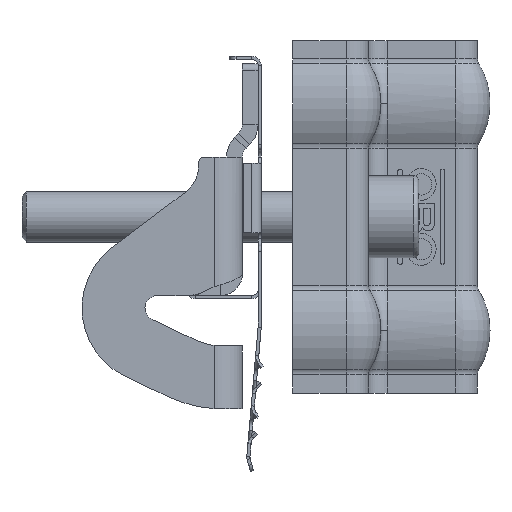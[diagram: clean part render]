
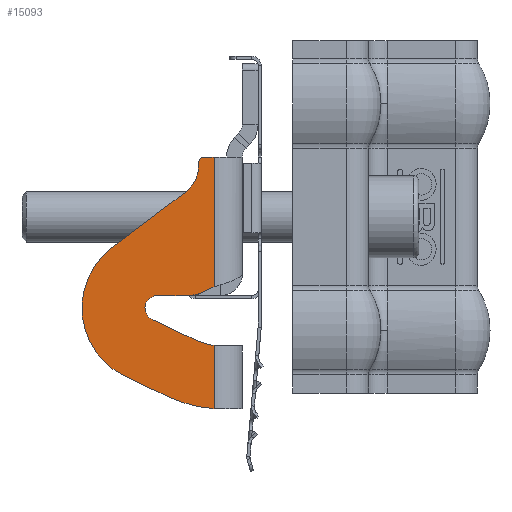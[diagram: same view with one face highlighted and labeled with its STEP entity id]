
A CAD part, left-side view. The second image highlights one B-rep face of the part: STEP entity #15093.
In plain terms, the highlighted planar face has unit normal (-1, 0, 0).
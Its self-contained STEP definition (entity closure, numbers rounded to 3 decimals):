
#149 = CARTESIAN_POINT ( 'NONE',  ( -27., 18.228, 5.558 ) ) ;
#150 = VECTOR ( 'NONE', #3361, 1000. ) ;
#512 = CARTESIAN_POINT ( 'NONE',  ( -27., 4.472, 19. ) ) ;
#641 = CARTESIAN_POINT ( 'NONE',  ( -27., 0.725, 0. ) ) ;
#726 = DIRECTION ( 'NONE',  ( 1., 0., 0. ) ) ;
#749 = LINE ( 'NONE', #5504, #11452 ) ;
#852 = EDGE_CURVE ( 'NONE', #14217, #1125, #1707, .T. ) ;
#874 = FACE_OUTER_BOUND ( 'NONE', #15297, .T. ) ;
#901 = AXIS2_PLACEMENT_3D ( 'NONE', #12918, #1191, #14323 ) ;
#957 = DIRECTION ( 'NONE',  ( 0., -1., 0. ) ) ;
#1065 = CIRCLE ( 'NONE', #11545, 5. ) ;
#1102 = CARTESIAN_POINT ( 'NONE',  ( -27., 11.828, -5.808 ) ) ;
#1125 = VERTEX_POINT ( 'NONE', #11850 ) ;
#1191 = DIRECTION ( 'NONE',  ( 1., 0., 0. ) ) ;
#1443 = CARTESIAN_POINT ( 'NONE',  ( -27., 4.472, 20. ) ) ;
#1482 = VECTOR ( 'NONE', #13045, 1000. ) ;
#1644 = CARTESIAN_POINT ( 'NONE',  ( -27., 9.472, 18.482 ) ) ;
#1707 = LINE ( 'NONE', #13419, #1927 ) ;
#1729 = DIRECTION ( 'NONE',  ( 0., 0., 1. ) ) ;
#1855 = DIRECTION ( 'NONE',  ( 0., 0., -1. ) ) ;
#1919 = AXIS2_PLACEMENT_3D ( 'NONE', #6446, #15050, #1855 ) ;
#1927 = VECTOR ( 'NONE', #8648, 1000. ) ;
#1959 = EDGE_CURVE ( 'NONE', #7852, #9980, #4537, .T. ) ;
#1987 = PLANE ( 'NONE',  #5285 ) ;
#2008 = EDGE_CURVE ( 'NONE', #8089, #9311, #2426, .T. ) ;
#2159 = ORIENTED_EDGE ( 'NONE', *, *, #14111, .T. ) ;
#2248 = ORIENTED_EDGE ( 'NONE', *, *, #14114, .T. ) ;
#2426 = LINE ( 'NONE', #2657, #10141 ) ;
#2610 = VERTEX_POINT ( 'NONE', #3155 ) ;
#2657 = CARTESIAN_POINT ( 'NONE',  ( -27., -2.528, 1.5 ) ) ;
#2746 = EDGE_CURVE ( 'NONE', #9980, #8119, #10397, .T. ) ;
#3043 = EDGE_CURVE ( 'NONE', #11206, #6833, #13935, .T. ) ;
#3155 = CARTESIAN_POINT ( 'NONE',  ( -27., 4.472, 18.482 ) ) ;
#3173 = VECTOR ( 'NONE', #6189, 1000. ) ;
#3339 = VERTEX_POINT ( 'NONE', #149 ) ;
#3361 = DIRECTION ( 'NONE',  ( 0., 0.904, 0.428 ) ) ;
#3461 = AXIS2_PLACEMENT_3D ( 'NONE', #13842, #11500, #13768 ) ;
#3508 = CARTESIAN_POINT ( 'NONE',  ( -27., 16.107, -14.846 ) ) ;
#3530 = EDGE_CURVE ( 'NONE', #13428, #13526, #10613, .T. ) ;
#3535 = ORIENTED_EDGE ( 'NONE', *, *, #852, .F. ) ;
#3609 = DIRECTION ( 'NONE',  ( -1., 0., 0. ) ) ;
#3618 = CARTESIAN_POINT ( 'NONE',  ( -27., 3.472, 20. ) ) ;
#3752 = DIRECTION ( 'NONE',  ( 0., 0.906, -0.423 ) ) ;
#4279 = CARTESIAN_POINT ( 'NONE',  ( -27., 2., 20. ) ) ;
#4530 = VECTOR ( 'NONE', #12805, 1000. ) ;
#4537 = LINE ( 'NONE', #1102, #150 ) ;
#4552 = CARTESIAN_POINT ( 'NONE',  ( -27., 6.086, 3. ) ) ;
#4868 = LINE ( 'NONE', #1443, #3173 ) ;
#4873 = CARTESIAN_POINT ( 'NONE',  ( -27., -3.528, 20. ) ) ;
#4905 = AXIS2_PLACEMENT_3D ( 'NONE', #10114, #10049, #6431 ) ;
#4931 = CARTESIAN_POINT ( 'NONE',  ( -27., 2., -9.918 ) ) ;
#5067 = VERTEX_POINT ( 'NONE', #4279 ) ;
#5211 = VERTEX_POINT ( 'NONE', #11786 ) ;
#5224 = ORIENTED_EDGE ( 'NONE', *, *, #12701, .F. ) ;
#5285 = AXIS2_PLACEMENT_3D ( 'NONE', #641, #726, #7752 ) ;
#5504 = CARTESIAN_POINT ( 'NONE',  ( -27., 2., 0. ) ) ;
#5672 = LINE ( 'NONE', #4873, #4530 ) ;
#5882 = VECTOR ( 'NONE', #957, 1000. ) ;
#6135 = ORIENTED_EDGE ( 'NONE', *, *, #2746, .T. ) ;
#6189 = DIRECTION ( 'NONE',  ( 0., 0., 1. ) ) ;
#6286 = AXIS2_PLACEMENT_3D ( 'NONE', #4552, #3609, #13071 ) ;
#6354 = EDGE_CURVE ( 'NONE', #3339, #7672, #10551, .T. ) ;
#6385 = DIRECTION ( 'NONE',  ( 1., 0., 0. ) ) ;
#6431 = DIRECTION ( 'NONE',  ( 0., 0., 1. ) ) ;
#6446 = CARTESIAN_POINT ( 'NONE',  ( -27., 10.972, -4. ) ) ;
#6833 = VERTEX_POINT ( 'NONE', #512 ) ;
#6844 = EDGE_CURVE ( 'NONE', #1125, #13428, #10650, .T. ) ;
#7086 = ORIENTED_EDGE ( 'NONE', *, *, #6354, .F. ) ;
#7299 = ORIENTED_EDGE ( 'NONE', *, *, #12015, .F. ) ;
#7330 = CARTESIAN_POINT ( 'NONE',  ( -27., 6.449, 14.499 ) ) ;
#7375 = CARTESIAN_POINT ( 'NONE',  ( -27., 16.107, -14.846 ) ) ;
#7636 = CIRCLE ( 'NONE', #901, 10. ) ;
#7672 = VERTEX_POINT ( 'NONE', #7330 ) ;
#7752 = DIRECTION ( 'NONE',  ( 0., 0., 1. ) ) ;
#7852 = VERTEX_POINT ( 'NONE', #12882 ) ;
#8089 = VERTEX_POINT ( 'NONE', #12938 ) ;
#8119 = VERTEX_POINT ( 'NONE', #8392 ) ;
#8392 = CARTESIAN_POINT ( 'NONE',  ( -27., 10.972, -2. ) ) ;
#8648 = DIRECTION ( 'NONE',  ( 0., 0., -1. ) ) ;
#9311 = VERTEX_POINT ( 'NONE', #10061 ) ;
#9342 = ORIENTED_EDGE ( 'NONE', *, *, #14871, .F. ) ;
#9423 = ORIENTED_EDGE ( 'NONE', *, *, #3043, .T. ) ;
#9484 = LINE ( 'NONE', #13070, #5882 ) ;
#9980 = VERTEX_POINT ( 'NONE', #10729 ) ;
#10049 = DIRECTION ( 'NONE',  ( 1., 0., 0. ) ) ;
#10061 = CARTESIAN_POINT ( 'NONE',  ( -27., 3.973, -1.532 ) ) ;
#10114 = CARTESIAN_POINT ( 'NONE',  ( -27., 0.725, 0. ) ) ;
#10141 = VECTOR ( 'NONE', #3752, 1000. ) ;
#10332 = ORIENTED_EDGE ( 'NONE', *, *, #2008, .F. ) ;
#10397 = CIRCLE ( 'NONE', #10896, 2. ) ;
#10490 = EDGE_CURVE ( 'NONE', #2610, #7672, #1065, .T. ) ;
#10506 = DIRECTION ( 'NONE',  ( 0., 0., -1. ) ) ;
#10551 = LINE ( 'NONE', #14149, #10949 ) ;
#10613 = LINE ( 'NONE', #3508, #1482 ) ;
#10639 = CIRCLE ( 'NONE', #1919, 12. ) ;
#10650 = CIRCLE ( 'NONE', #4905, 20. ) ;
#10654 = ORIENTED_EDGE ( 'NONE', *, *, #1959, .T. ) ;
#10729 = CARTESIAN_POINT ( 'NONE',  ( -27., 11.828, -5.808 ) ) ;
#10837 = ORIENTED_EDGE ( 'NONE', *, *, #6844, .F. ) ;
#10896 = AXIS2_PLACEMENT_3D ( 'NONE', #13232, #14403, #10506 ) ;
#10949 = VECTOR ( 'NONE', #11960, 1000. ) ;
#11206 = VERTEX_POINT ( 'NONE', #3618 ) ;
#11452 = VECTOR ( 'NONE', #12486, 1000. ) ;
#11500 = DIRECTION ( 'NONE',  ( -1., 0., 0. ) ) ;
#11545 = AXIS2_PLACEMENT_3D ( 'NONE', #1644, #6385, #1729 ) ;
#11553 = ORIENTED_EDGE ( 'NONE', *, *, #15254, .T. ) ;
#11786 = CARTESIAN_POINT ( 'NONE',  ( -27., 6.086, -2. ) ) ;
#11850 = CARTESIAN_POINT ( 'NONE',  ( -27., 2., -19.959 ) ) ;
#11960 = DIRECTION ( 'NONE',  ( 0., -0.797, 0.605 ) ) ;
#12015 = EDGE_CURVE ( 'NONE', #13526, #3339, #10639, .T. ) ;
#12486 = DIRECTION ( 'NONE',  ( 0., 0., -1. ) ) ;
#12544 = CIRCLE ( 'NONE', #6286, 5. ) ;
#12701 = EDGE_CURVE ( 'NONE', #2610, #6833, #4868, .T. ) ;
#12805 = DIRECTION ( 'NONE',  ( 0., -1., 0. ) ) ;
#12882 = CARTESIAN_POINT ( 'NONE',  ( -27., 5.004, -9.038 ) ) ;
#12918 = CARTESIAN_POINT ( 'NONE',  ( -27., 0.725, 0. ) ) ;
#12938 = CARTESIAN_POINT ( 'NONE',  ( -27., 2., -0.611 ) ) ;
#13045 = DIRECTION ( 'NONE',  ( 0., 0.904, 0.428 ) ) ;
#13070 = CARTESIAN_POINT ( 'NONE',  ( -27., -61.028, -2. ) ) ;
#13071 = DIRECTION ( 'NONE',  ( 0., 0., 1. ) ) ;
#13103 = CARTESIAN_POINT ( 'NONE',  ( -27., 9.282, -18.077 ) ) ;
#13232 = CARTESIAN_POINT ( 'NONE',  ( -27., 10.972, -4. ) ) ;
#13255 = ORIENTED_EDGE ( 'NONE', *, *, #3530, .F. ) ;
#13419 = CARTESIAN_POINT ( 'NONE',  ( -27., 2., 0. ) ) ;
#13428 = VERTEX_POINT ( 'NONE', #13103 ) ;
#13526 = VERTEX_POINT ( 'NONE', #7375 ) ;
#13653 = EDGE_CURVE ( 'NONE', #5067, #8089, #749, .T. ) ;
#13768 = DIRECTION ( 'NONE',  ( 0., 1., 0. ) ) ;
#13842 = CARTESIAN_POINT ( 'NONE',  ( -27., 3.472, 19. ) ) ;
#13935 = CIRCLE ( 'NONE', #3461, 1. ) ;
#13957 = ORIENTED_EDGE ( 'NONE', *, *, #13653, .F. ) ;
#14111 = EDGE_CURVE ( 'NONE', #14217, #7852, #7636, .T. ) ;
#14114 = EDGE_CURVE ( 'NONE', #8119, #5211, #9484, .T. ) ;
#14149 = CARTESIAN_POINT ( 'NONE',  ( -27., 4.472, 16. ) ) ;
#14217 = VERTEX_POINT ( 'NONE', #4931 ) ;
#14323 = DIRECTION ( 'NONE',  ( 0., 0., 1. ) ) ;
#14403 = DIRECTION ( 'NONE',  ( 1., 0., 0. ) ) ;
#14871 = EDGE_CURVE ( 'NONE', #11206, #5067, #5672, .T. ) ;
#15050 = DIRECTION ( 'NONE',  ( 1., 0., 0. ) ) ;
#15093 = ADVANCED_FACE ( 'NONE', ( #874 ), #1987, .F. ) ;
#15254 = EDGE_CURVE ( 'NONE', #5211, #9311, #12544, .T. ) ;
#15297 = EDGE_LOOP ( 'NONE', ( #9342, #9423, #5224, #15445, #7086, #7299, #13255, #10837, #3535, #2159, #10654, #6135, #2248, #11553, #10332, #13957 ) ) ;
#15445 = ORIENTED_EDGE ( 'NONE', *, *, #10490, .T. ) ;
